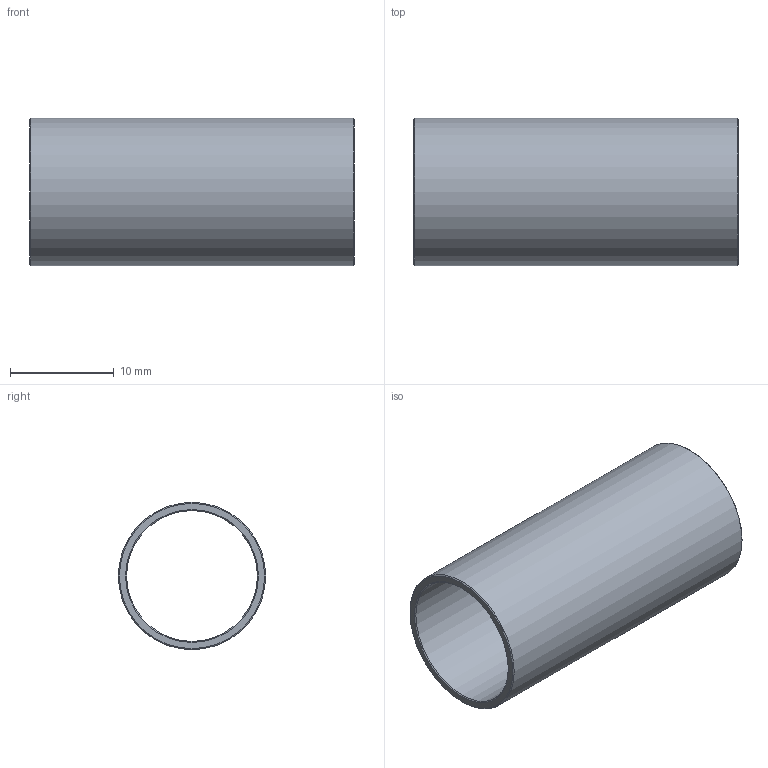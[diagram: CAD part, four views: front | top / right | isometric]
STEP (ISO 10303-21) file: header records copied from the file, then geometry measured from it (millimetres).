
FILE_DESCRIPTION(('FreeCAD Model'),'2;1');
FILE_NAME('Open CASCADE Shape Model','2024-03-26T20:16:22',(''),(''), 'Open CASCADE STEP processor 7.6','FreeCAD','Unknown');
FILE_SCHEMA(('AUTOMOTIVE_DESIGN { 1 0 10303 214 1 1 1 1 }'));
Length unit declared in the file: millimetre
Products named in the file (1): Spacer BUD FRE 0.8mmxBU02.50 - SPN-SPR-0141 (stemfie.org)
Bounding box: 31.25 x 14.2 x 14.2 mm (x, y, z)
Volume: 1051.6 mm3; surface area: 2689 mm2
Topology: 1 solids, 1 shells, 426 faces, 1172 edges, 780 vertices
Faces by surface type: plane 320, extrusion 100, cone 4, cylinder 2
Full cylindrical faces by diameter (mm): 12.6 x1, 14.2 x1
Entity records: 13478 total; most frequent: CARTESIAN_POINT 2979, ORIENTED_EDGE 2344, DIRECTION 1734, EDGE_CURVE 1172, VECTOR 1064, LINE 964, VERTEX_POINT 780, FACE_BOUND 460
